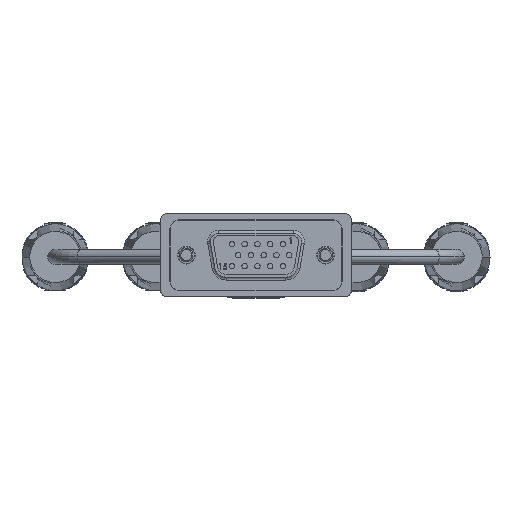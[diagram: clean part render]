
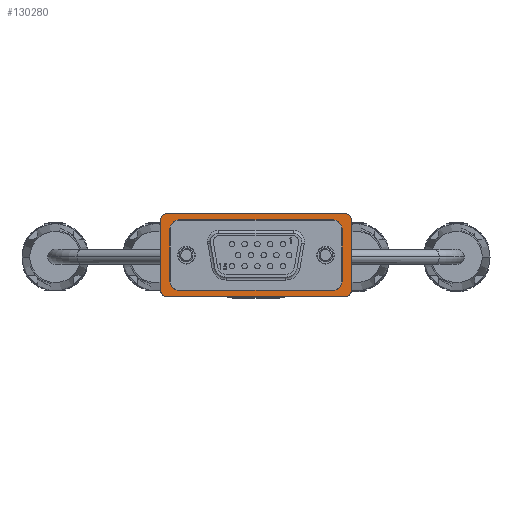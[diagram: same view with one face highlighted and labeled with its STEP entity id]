
A CAD part, top view. The second image highlights one B-rep face of the part: STEP entity #130280.
In plain terms, the highlighted planar face has unit normal (0, 0, 1).
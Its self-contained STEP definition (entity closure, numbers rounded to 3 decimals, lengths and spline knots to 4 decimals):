
#68226 = DIRECTION ( 'NONE',  ( 1., 0., 0. ) ) ;
#68236 = VECTOR ( 'NONE', #68226, 39.3701 ) ;
#68237 = CARTESIAN_POINT ( 'NONE',  ( -0.6725, -0.292, 0.322 ) ) ;
#68238 = LINE ( 'NONE', #68237, #68236 ) ;
#68251 = CARTESIAN_POINT ( 'NONE',  ( -0.6331, -0.292, 0.322 ) ) ;
#68264 = CARTESIAN_POINT ( 'NONE',  ( 0.6331, -0.292, 0.322 ) ) ;
#68547 = CARTESIAN_POINT ( 'NONE',  ( -0.6331, 0.2526, 0.322 ) ) ;
#68548 = AXIS2_PLACEMENT_3D ( 'NONE', #68547, #68760, #68756 ) ;
#68556 = CIRCLE ( 'NONE', #68548, 0.0394 ) ;
#68567 = DIRECTION ( 'NONE',  ( 0., 0., 1. ) ) ;
#68568 = CARTESIAN_POINT ( 'NONE',  ( -0.6331, -0.2526, 0.322 ) ) ;
#68580 = DIRECTION ( 'NONE',  ( -1., 0., 0. ) ) ;
#68581 = DIRECTION ( 'NONE',  ( 0., 0., 1. ) ) ;
#68582 = CIRCLE ( 'NONE', #68604, 0.062 ) ;
#68587 = CARTESIAN_POINT ( 'NONE',  ( 0.5455, -0.249, 0.322 ) ) ;
#68588 = DIRECTION ( 'NONE',  ( 1., 0., 0. ) ) ;
#68589 = VECTOR ( 'NONE', #68588, 39.3701 ) ;
#68590 = CARTESIAN_POINT ( 'NONE',  ( 0.5455, -0.249, 0.322 ) ) ;
#68599 = LINE ( 'NONE', #68590, #68589 ) ;
#68600 = CARTESIAN_POINT ( 'NONE',  ( 0.5455, 0.187, 0.322 ) ) ;
#68604 = AXIS2_PLACEMENT_3D ( 'NONE', #68600, #68581, #68580 ) ;
#68617 = CARTESIAN_POINT ( 'NONE',  ( 0.6075, -0.187, 0.322 ) ) ;
#68618 = CARTESIAN_POINT ( 'NONE',  ( -0.6725, 0.2526, 0.322 ) ) ;
#68620 = DIRECTION ( 'NONE',  ( 0., 1., 0. ) ) ;
#68621 = VECTOR ( 'NONE', #68620, 39.3701 ) ;
#68624 = LINE ( 'NONE', #68617, #68621 ) ;
#68627 = CARTESIAN_POINT ( 'NONE',  ( 0.6075, -0.187, 0.322 ) ) ;
#68628 = CARTESIAN_POINT ( 'NONE',  ( 0.6075, 0.187, 0.322 ) ) ;
#68629 = VECTOR ( 'NONE', #68675, 39.3701 ) ;
#68630 = CARTESIAN_POINT ( 'NONE',  ( -0.6725, 0.292, 0.322 ) ) ;
#68631 = LINE ( 'NONE', #68630, #68629 ) ;
#68675 = DIRECTION ( 'NONE',  ( 0., -1., 0. ) ) ;
#68682 = CARTESIAN_POINT ( 'NONE',  ( -0.6725, -0.2526, 0.322 ) ) ;
#68688 = CARTESIAN_POINT ( 'NONE',  ( 0.6725, 0.2526, 0.322 ) ) ;
#68702 = DIRECTION ( 'NONE',  ( 0., -1., 0. ) ) ;
#68703 = VECTOR ( 'NONE', #68702, 39.3701 ) ;
#68704 = CARTESIAN_POINT ( 'NONE',  ( 0.6725, 0.292, 0.322 ) ) ;
#68705 = LINE ( 'NONE', #68704, #68703 ) ;
#68712 = CARTESIAN_POINT ( 'NONE',  ( 0.6725, -0.2526, 0.322 ) ) ;
#68718 = CIRCLE ( 'NONE', #68755, 0.062 ) ;
#68752 = DIRECTION ( 'NONE',  ( 1., 0., 0. ) ) ;
#68753 = DIRECTION ( 'NONE',  ( 0., 0., 1. ) ) ;
#68754 = CARTESIAN_POINT ( 'NONE',  ( -0.5455, -0.187, 0.322 ) ) ;
#68755 = AXIS2_PLACEMENT_3D ( 'NONE', #68754, #68753, #68752 ) ;
#68756 = DIRECTION ( 'NONE',  ( -1., 0., 0. ) ) ;
#68757 = DIRECTION ( 'NONE',  ( 1., 0., 0. ) ) ;
#68758 = VECTOR ( 'NONE', #68757, 39.3701 ) ;
#68759 = CARTESIAN_POINT ( 'NONE',  ( -0.6725, 0.292, 0.322 ) ) ;
#68760 = DIRECTION ( 'NONE',  ( 0., 0., 1. ) ) ;
#68761 = CARTESIAN_POINT ( 'NONE',  ( 0.6331, 0.292, 0.322 ) ) ;
#68764 = AXIS2_PLACEMENT_3D ( 'NONE', #68568, #68567, #68966 ) ;
#68773 = CIRCLE ( 'NONE', #68764, 0.0394 ) ;
#68776 = CARTESIAN_POINT ( 'NONE',  ( -0.6331, 0.292, 0.322 ) ) ;
#68778 = LINE ( 'NONE', #68759, #68758 ) ;
#68782 = CARTESIAN_POINT ( 'NONE',  ( 0.6331, 0.2526, 0.322 ) ) ;
#68789 = AXIS2_PLACEMENT_3D ( 'NONE', #68782, #68830, #68829 ) ;
#68793 = DIRECTION ( 'NONE',  ( -1., 0., 0. ) ) ;
#68794 = DIRECTION ( 'NONE',  ( -1., 0., 0. ) ) ;
#68795 = DIRECTION ( 'NONE',  ( 0., 0., 1. ) ) ;
#68796 = AXIS2_PLACEMENT_3D ( 'NONE', #68813, #68795, #68794 ) ;
#68797 = CARTESIAN_POINT ( 'NONE',  ( 0.5455, 0.249, 0.322 ) ) ;
#68798 = CARTESIAN_POINT ( 'NONE',  ( 0.6331, -0.2526, 0.322 ) ) ;
#68799 = CIRCLE ( 'NONE', #68796, 0.062 ) ;
#68800 = DIRECTION ( 'NONE',  ( 0., -1., 0. ) ) ;
#68802 = VECTOR ( 'NONE', #68800, 39.3701 ) ;
#68803 = CARTESIAN_POINT ( 'NONE',  ( -0.6075, -0.187, 0.322 ) ) ;
#68804 = LINE ( 'NONE', #68803, #68802 ) ;
#68805 = CARTESIAN_POINT ( 'NONE',  ( -0.6075, 0.187, 0.322 ) ) ;
#68807 = DIRECTION ( 'NONE',  ( 0., 0., 1. ) ) ;
#68808 = DIRECTION ( 'NONE',  ( -1., 0., 0. ) ) ;
#68809 = VECTOR ( 'NONE', #68808, 39.3701 ) ;
#68810 = CARTESIAN_POINT ( 'NONE',  ( 0.5455, 0.249, 0.322 ) ) ;
#68811 = LINE ( 'NONE', #68810, #68809 ) ;
#68812 = CIRCLE ( 'NONE', #68814, 0.0394 ) ;
#68813 = CARTESIAN_POINT ( 'NONE',  ( -0.5455, 0.187, 0.322 ) ) ;
#68814 = AXIS2_PLACEMENT_3D ( 'NONE', #68798, #68807, #68793 ) ;
#68819 = AXIS2_PLACEMENT_3D ( 'NONE', #68827, #68826, #68848 ) ;
#68820 = PLANE ( 'NONE',  #68819 ) ;
#68822 = CARTESIAN_POINT ( 'NONE',  ( -0.5455, -0.249, 0.322 ) ) ;
#68825 = FACE_OUTER_BOUND ( 'NONE', #130266, .T. ) ;
#68826 = DIRECTION ( 'NONE',  ( 0., 0., -1. ) ) ;
#68827 = CARTESIAN_POINT ( 'NONE',  ( -0.6725, 0.292, 0.322 ) ) ;
#68828 = CARTESIAN_POINT ( 'NONE',  ( -0.5455, 0.249, 0.322 ) ) ;
#68829 = DIRECTION ( 'NONE',  ( -1., 0., 0. ) ) ;
#68830 = DIRECTION ( 'NONE',  ( 0., 0., 1. ) ) ;
#68831 = FACE_BOUND ( 'NONE', #130162, .T. ) ;
#68837 = CIRCLE ( 'NONE', #68789, 0.0394 ) ;
#68842 = DIRECTION ( 'NONE',  ( -1., 0., 0. ) ) ;
#68843 = DIRECTION ( 'NONE',  ( 0., 0., 1. ) ) ;
#68844 = CARTESIAN_POINT ( 'NONE',  ( 0.5455, -0.187, 0.322 ) ) ;
#68845 = AXIS2_PLACEMENT_3D ( 'NONE', #68844, #68843, #68842 ) ;
#68846 = CIRCLE ( 'NONE', #68845, 0.062 ) ;
#68848 = DIRECTION ( 'NONE',  ( -1., 0., 0. ) ) ;
#68864 = CARTESIAN_POINT ( 'NONE',  ( -0.6075, -0.187, 0.322 ) ) ;
#68966 = DIRECTION ( 'NONE',  ( -1., 0., 0. ) ) ;
#129929 = EDGE_CURVE ( 'NONE', #129954, #129955, #68238, .T. ) ;
#129954 = VERTEX_POINT ( 'NONE', #68251 ) ;
#129955 = VERTEX_POINT ( 'NONE', #68264 ) ;
#130136 = EDGE_CURVE ( 'NONE', #130282, #130148, #68599, .T. ) ;
#130145 = ORIENTED_EDGE ( 'NONE', *, *, #130151, .F. ) ;
#130147 = EDGE_CURVE ( 'NONE', #130158, #130270, #68582, .T. ) ;
#130148 = VERTEX_POINT ( 'NONE', #68587 ) ;
#130151 = EDGE_CURVE ( 'NONE', #130155, #130158, #68624, .T. ) ;
#130155 = VERTEX_POINT ( 'NONE', #68627 ) ;
#130158 = VERTEX_POINT ( 'NONE', #68628 ) ;
#130162 = EDGE_LOOP ( 'NONE', ( #130145, #130287, #130281, #130255, #130259, #130249, #130268, #130267 ) ) ;
#130165 = VERTEX_POINT ( 'NONE', #68618 ) ;
#130167 = EDGE_CURVE ( 'NONE', #130165, #130193, #68631, .T. ) ;
#130193 = VERTEX_POINT ( 'NONE', #68682 ) ;
#130202 = EDGE_CURVE ( 'NONE', #130203, #130204, #68705, .T. ) ;
#130203 = VERTEX_POINT ( 'NONE', #68688 ) ;
#130204 = VERTEX_POINT ( 'NONE', #68712 ) ;
#130216 = ORIENTED_EDGE ( 'NONE', *, *, #130354, .T. ) ;
#130229 = ORIENTED_EDGE ( 'NONE', *, *, #130349, .T. ) ;
#130231 = ORIENTED_EDGE ( 'NONE', *, *, #130202, .F. ) ;
#130233 = ORIENTED_EDGE ( 'NONE', *, *, #129929, .T. ) ;
#130235 = ORIENTED_EDGE ( 'NONE', *, *, #130167, .T. ) ;
#130237 = ORIENTED_EDGE ( 'NONE', *, *, #130264, .T. ) ;
#130239 = VERTEX_POINT ( 'NONE', #68776 ) ;
#130244 = ORIENTED_EDGE ( 'NONE', *, *, #130273, .T. ) ;
#130245 = EDGE_CURVE ( 'NONE', #130239, #130247, #68778, .T. ) ;
#130247 = VERTEX_POINT ( 'NONE', #68761 ) ;
#130249 = ORIENTED_EDGE ( 'NONE', *, *, #130262, .F. ) ;
#130251 = EDGE_CURVE ( 'NONE', #130286, #130282, #68718, .T. ) ;
#130253 = EDGE_CURVE ( 'NONE', #130270, #130284, #68811, .T. ) ;
#130255 = ORIENTED_EDGE ( 'NONE', *, *, #130251, .F. ) ;
#130257 = EDGE_CURVE ( 'NONE', #130278, #130286, #68804, .T. ) ;
#130259 = ORIENTED_EDGE ( 'NONE', *, *, #130257, .F. ) ;
#130262 = EDGE_CURVE ( 'NONE', #130284, #130278, #68799, .T. ) ;
#130264 = EDGE_CURVE ( 'NONE', #129955, #130204, #68812, .T. ) ;
#130266 = EDGE_LOOP ( 'NONE', ( #130233, #130237, #130231, #130244, #130348, #130229, #130235, #130216 ) ) ;
#130267 = ORIENTED_EDGE ( 'NONE', *, *, #130147, .F. ) ;
#130268 = ORIENTED_EDGE ( 'NONE', *, *, #130253, .F. ) ;
#130270 = VERTEX_POINT ( 'NONE', #68797 ) ;
#130273 = EDGE_CURVE ( 'NONE', #130203, #130247, #68837, .T. ) ;
#130278 = VERTEX_POINT ( 'NONE', #68805 ) ;
#130280 = ADVANCED_FACE ( 'NONE', ( #68831, #68825 ), #68820, .F. ) ;
#130281 = ORIENTED_EDGE ( 'NONE', *, *, #130136, .F. ) ;
#130282 = VERTEX_POINT ( 'NONE', #68822 ) ;
#130283 = EDGE_CURVE ( 'NONE', #130148, #130155, #68846, .T. ) ;
#130284 = VERTEX_POINT ( 'NONE', #68828 ) ;
#130286 = VERTEX_POINT ( 'NONE', #68864 ) ;
#130287 = ORIENTED_EDGE ( 'NONE', *, *, #130283, .F. ) ;
#130348 = ORIENTED_EDGE ( 'NONE', *, *, #130245, .F. ) ;
#130349 = EDGE_CURVE ( 'NONE', #130239, #130165, #68556, .T. ) ;
#130354 = EDGE_CURVE ( 'NONE', #130193, #129954, #68773, .T. ) ;
